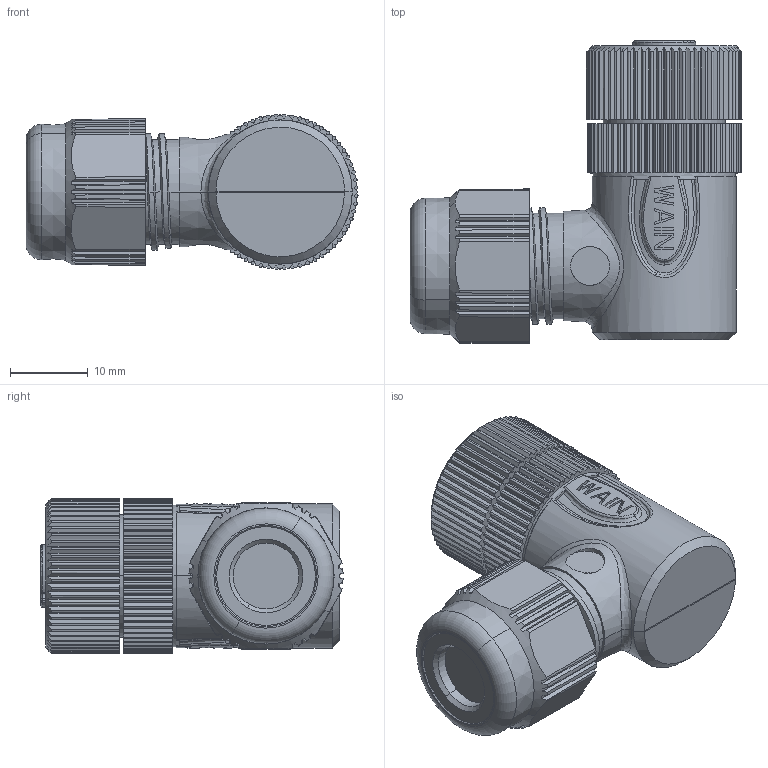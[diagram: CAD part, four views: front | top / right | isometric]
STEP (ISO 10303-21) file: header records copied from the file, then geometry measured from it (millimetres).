
FILE_DESCRIPTION((''),'2;1');
FILE_NAME('3D_1630045233501_M12P-FST04A-S-','2024-03-16T',('12262'),(''),'PRO/ENGINEER BY PARAMETRIC TECHNOLOGY CORPORATION, 2012480','PRO/ENGINEER BY PARAMETRIC TECHNOLOGY CORPORATION, 2012480','');
FILE_SCHEMA(('CONFIG_CONTROL_DESIGN'));
Length unit declared in the file: millimetre
Products named in the file (1): 3D_1630045233501_M12P-FST04A-S-
Bounding box: 42.64 x 38.8 x 19.98 mm (x, y, z)
Volume: 15385.5 mm3; surface area: 6299.4 mm2
Topology: 1 solids, 1 shells, 1093 faces, 3166 edges, 2108 vertices
Faces by surface type: plane 620, cylinder 337, cone 80, torus 27, bspline 26, sphere 2, extrusion 1
Entity records: 43186 total; most frequent: CARTESIAN_POINT 15040, ORIENTED_EDGE 6332, DIRECTION 5319, EDGE_CURVE 3166, VERTEX_POINT 2108, AXIS2_PLACEMENT_3D 1791, VECTOR 1737, LINE 1736
